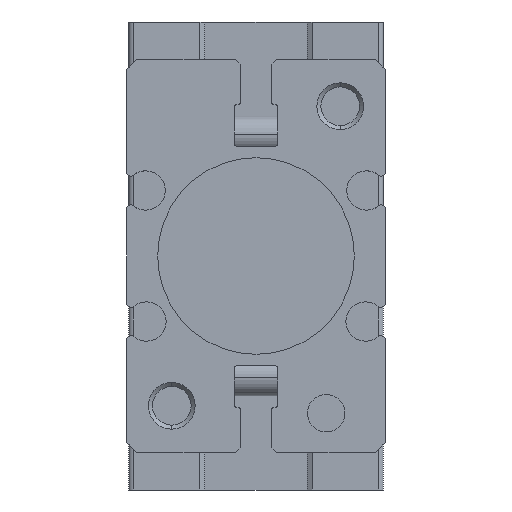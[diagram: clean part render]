
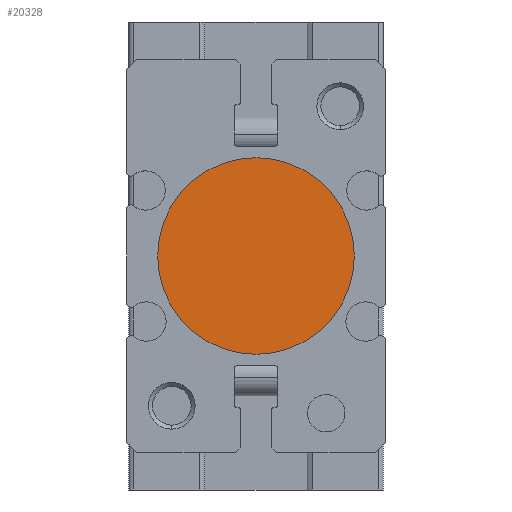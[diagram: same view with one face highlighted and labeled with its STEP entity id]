
A CAD part, left-side view. The second image highlights one B-rep face of the part: STEP entity #20328.
In plain terms, the highlighted face is planar.
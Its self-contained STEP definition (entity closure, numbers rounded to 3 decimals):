
#128 = CIRCLE ( 'NONE', #7433, 10.5 ) ;
#475 = EDGE_CURVE ( 'NONE', #13230, #15363, #4321, .T. ) ;
#2037 = CARTESIAN_POINT ( 'NONE',  ( -10.5, 0., -49.8 ) ) ;
#3170 = CARTESIAN_POINT ( 'NONE',  ( 0., 0., -49.8 ) ) ;
#3705 = CARTESIAN_POINT ( 'NONE',  ( 0., 0., -49.8 ) ) ;
#3966 = DIRECTION ( 'NONE',  ( 0., 0., 1. ) ) ;
#3971 = CARTESIAN_POINT ( 'NONE',  ( 10.5, 0., -49.8 ) ) ;
#4321 = CIRCLE ( 'NONE', #5004, 10.5 ) ;
#5004 = AXIS2_PLACEMENT_3D ( 'NONE', #7160, #24413, #13206 ) ;
#5839 = PLANE ( 'NONE',  #16738 ) ;
#6133 = EDGE_LOOP ( 'NONE', ( #21868, #14381 ) ) ;
#6137 = EDGE_CURVE ( 'NONE', #15363, #13230, #128, .T. ) ;
#7160 = CARTESIAN_POINT ( 'NONE',  ( 0., 0., -49.8 ) ) ;
#7433 = AXIS2_PLACEMENT_3D ( 'NONE', #3170, #8894, #22215 ) ;
#8894 = DIRECTION ( 'NONE',  ( 0., 0., -1. ) ) ;
#13206 = DIRECTION ( 'NONE',  ( 1., 0., 0. ) ) ;
#13230 = VERTEX_POINT ( 'NONE', #2037 ) ;
#14242 = FACE_OUTER_BOUND ( 'NONE', #6133, .T. ) ;
#14381 = ORIENTED_EDGE ( 'NONE', *, *, #475, .T. ) ;
#15363 = VERTEX_POINT ( 'NONE', #3971 ) ;
#16738 = AXIS2_PLACEMENT_3D ( 'NONE', #3705, #3966, #21159 ) ;
#20328 = ADVANCED_FACE ( 'NONE', ( #14242 ), #5839, .F. ) ;
#21159 = DIRECTION ( 'NONE',  ( 1., 0., 0. ) ) ;
#21868 = ORIENTED_EDGE ( 'NONE', *, *, #6137, .T. ) ;
#22215 = DIRECTION ( 'NONE',  ( 1., 0., 0. ) ) ;
#24413 = DIRECTION ( 'NONE',  ( 0., 0., -1. ) ) ;
